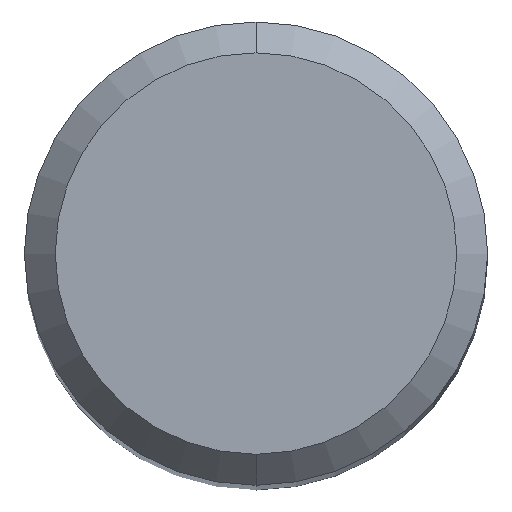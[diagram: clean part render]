
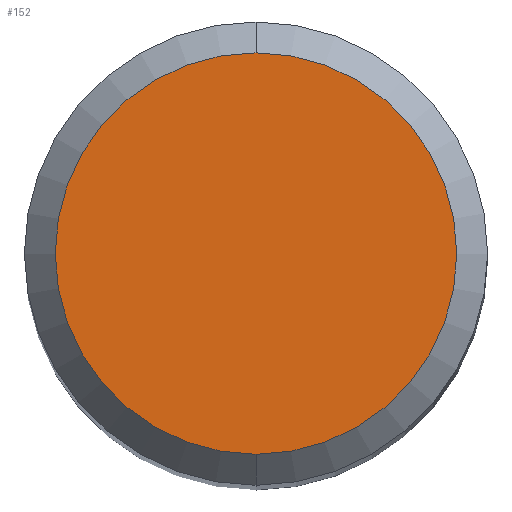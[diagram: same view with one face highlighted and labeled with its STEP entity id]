
A CAD part, top view. The second image highlights one B-rep face of the part: STEP entity #152.
In plain terms, the highlighted planar face has unit normal (0, 0, 1).
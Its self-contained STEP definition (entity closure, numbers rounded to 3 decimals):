
#88=EDGE_CURVE('',#180,#102,#214,.T.);
#102=VERTEX_POINT('',#230);
#136=EDGE_CURVE('',#102,#180,#267,.T.);
#152=ADVANCED_FACE('',(#287),#288,.T.);
#180=VERTEX_POINT('',#319);
#214=CIRCLE('',#347,2.6);
#230=CARTESIAN_POINT('',(0.,-2.6,0.0));
#267=CIRCLE('',#419,2.6);
#287=FACE_OUTER_BOUND('',#442,.T.);
#288=PLANE('',#443);
#319=CARTESIAN_POINT('',(0.0,2.6,0.0));
#347=AXIS2_PLACEMENT_3D('',#501,#502,#503);
#419=AXIS2_PLACEMENT_3D('',#573,#574,#575);
#442=EDGE_LOOP('',(#606,#607));
#443=AXIS2_PLACEMENT_3D('',#608,#609,#610);
#501=CARTESIAN_POINT('',(0.0,0.0,0.0));
#502=DIRECTION('',(0.0,0.0,-1.0));
#503=DIRECTION('',(0.0,1.0,0.0));
#573=CARTESIAN_POINT('',(0.0,0.0,0.0));
#574=DIRECTION('',(0.0,0.0,-1.0));
#575=DIRECTION('',(0.0,1.0,0.0));
#606=ORIENTED_EDGE('',*,*,#88,.F.);
#607=ORIENTED_EDGE('',*,*,#136,.F.);
#608=CARTESIAN_POINT('',(0.0,1.3,0.0));
#609=DIRECTION('',(-0.0,0.0,1.0));
#610=DIRECTION('',(0.0,-1.0,0.0));
